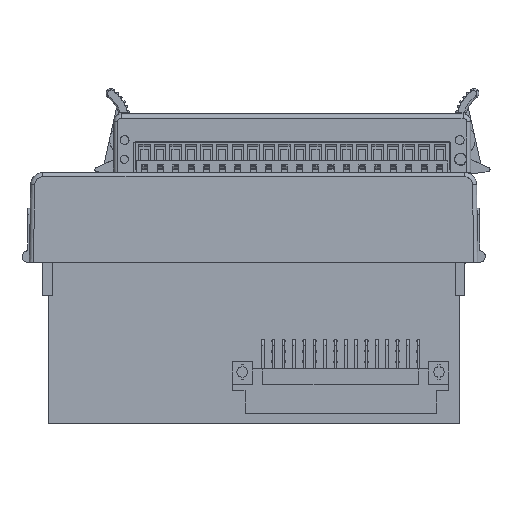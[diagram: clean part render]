
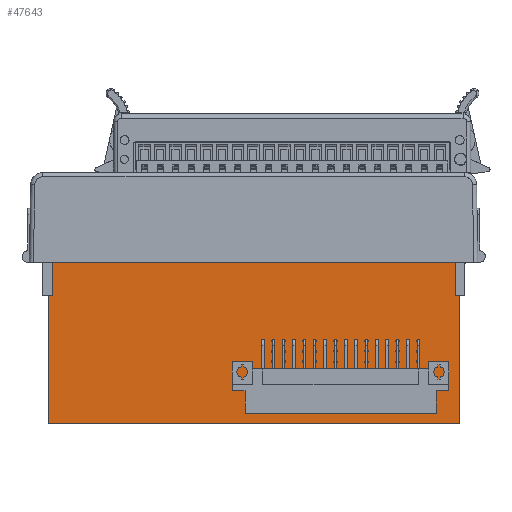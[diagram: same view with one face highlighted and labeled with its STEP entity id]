
A CAD part, left-side view. The second image highlights one B-rep face of the part: STEP entity #47643.
In plain terms, the highlighted face is planar.
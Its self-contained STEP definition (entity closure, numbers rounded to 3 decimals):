
#2491 = EDGE_CURVE ( 'NONE', #89386, #62286, #73522, .T. ) ;
#5070 = ORIENTED_EDGE ( 'NONE', *, *, #115801, .T. ) ;
#7677 = DIRECTION ( 'NONE',  ( 0., 0., 1. ) ) ;
#10089 = DIRECTION ( 'NONE',  ( 0., -1., 0. ) ) ;
#15939 = VECTOR ( 'NONE', #10089, 1000. ) ;
#20009 = ORIENTED_EDGE ( 'NONE', *, *, #100426, .T. ) ;
#29240 = CARTESIAN_POINT ( 'NONE',  ( 101., -60., 0. ) ) ;
#36976 = FACE_OUTER_BOUND ( 'NONE', #44338, .T. ) ;
#37570 = DIRECTION ( 'NONE',  ( 0., 1., 0. ) ) ;
#44338 = EDGE_LOOP ( 'NONE', ( #20009, #82730, #77239, #5070 ) ) ;
#47643 = ADVANCED_FACE ( 'NONE', ( #36976 ), #80100, .F. ) ;
#50343 = VECTOR ( 'NONE', #37570, 1000. ) ;
#58929 = AXIS2_PLACEMENT_3D ( 'NONE', #108828, #7677, #116626 ) ;
#61937 = LINE ( 'NONE', #78119, #79484 ) ;
#62286 = VERTEX_POINT ( 'NONE', #29240 ) ;
#63625 = VECTOR ( 'NONE', #81652, 1000. ) ;
#63890 = CARTESIAN_POINT ( 'NONE',  ( 0., 0., 0. ) ) ;
#64406 = EDGE_CURVE ( 'NONE', #62286, #86293, #61937, .T. ) ;
#73249 = LINE ( 'NONE', #91821, #63625 ) ;
#73522 = LINE ( 'NONE', #74694, #15939 ) ;
#74694 = CARTESIAN_POINT ( 'NONE',  ( 101., 0., 0. ) ) ;
#77239 = ORIENTED_EDGE ( 'NONE', *, *, #64406, .T. ) ;
#78119 = CARTESIAN_POINT ( 'NONE',  ( 0., -60., 0. ) ) ;
#78731 = DIRECTION ( 'NONE',  ( -1., 0., 0. ) ) ;
#79484 = VECTOR ( 'NONE', #78731, 1000. ) ;
#79704 = VERTEX_POINT ( 'NONE', #95541 ) ;
#80100 = PLANE ( 'NONE',  #58929 ) ;
#81288 = CARTESIAN_POINT ( 'NONE',  ( 101., 0., 0. ) ) ;
#81652 = DIRECTION ( 'NONE',  ( 1., 0., 0. ) ) ;
#82730 = ORIENTED_EDGE ( 'NONE', *, *, #2491, .T. ) ;
#86293 = VERTEX_POINT ( 'NONE', #104675 ) ;
#89386 = VERTEX_POINT ( 'NONE', #81288 ) ;
#91821 = CARTESIAN_POINT ( 'NONE',  ( 0., 0., 0. ) ) ;
#95541 = CARTESIAN_POINT ( 'NONE',  ( 0., 0., 0. ) ) ;
#100426 = EDGE_CURVE ( 'NONE', #79704, #89386, #73249, .T. ) ;
#101007 = LINE ( 'NONE', #63890, #50343 ) ;
#104675 = CARTESIAN_POINT ( 'NONE',  ( 0., -60., 0. ) ) ;
#108828 = CARTESIAN_POINT ( 'NONE',  ( 0., -60., 0. ) ) ;
#115801 = EDGE_CURVE ( 'NONE', #86293, #79704, #101007, .T. ) ;
#116626 = DIRECTION ( 'NONE',  ( 1., 0., 0. ) ) ;
